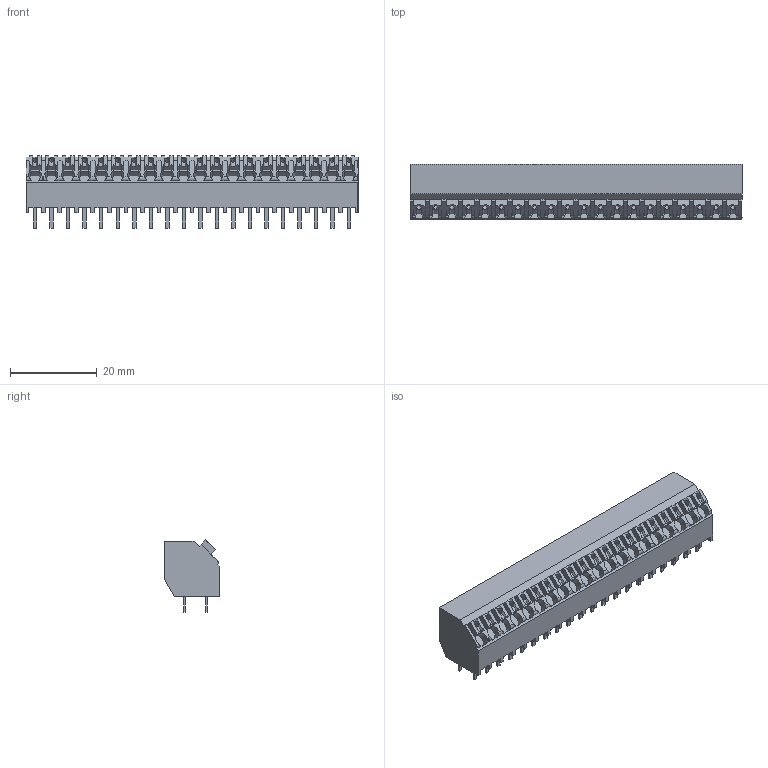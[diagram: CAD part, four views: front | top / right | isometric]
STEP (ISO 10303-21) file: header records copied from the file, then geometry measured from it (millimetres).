
FILE_DESCRIPTION(('CATIA V5 STEP Exchange','CAx-IF Rec.Pracs.--- Model Styling and Organization---1.2---2011-12-15'),'2;1');
FILE_NAME ('D1458541_0_1886060000_1886060000.stp','2018-03-20T12:00:29+00:00',('none'),('Weidmueller'),'CATIA Version 5-6 Release 2014','CATIA V5 STEP AP214','none');
FILE_SCHEMA(('AUTOMOTIVE_DESIGN { 1 0 10303 214 1 1 1 1 }'));
Length unit declared in the file: millimetre
Products named in the file (1): 1886060000
Bounding box: 76.59 x 12.7 x 16.66 mm (x, y, z)
Volume: 8776.3 mm3; surface area: 8065.7 mm2
Topology: 61 solids, 61 shells, 1215 faces, 3499 edges, 2406 vertices
Faces by surface type: plane 1111, cylinder 104
Entity records: 36404 total; most frequent: CARTESIAN_POINT 7208, ORIENTED_EDGE 6998, DIRECTION 4423, EDGE_CURVE 3499, VECTOR 3094, LINE 3094, VERTEX_POINT 2406, EDGE_LOOP 1255
